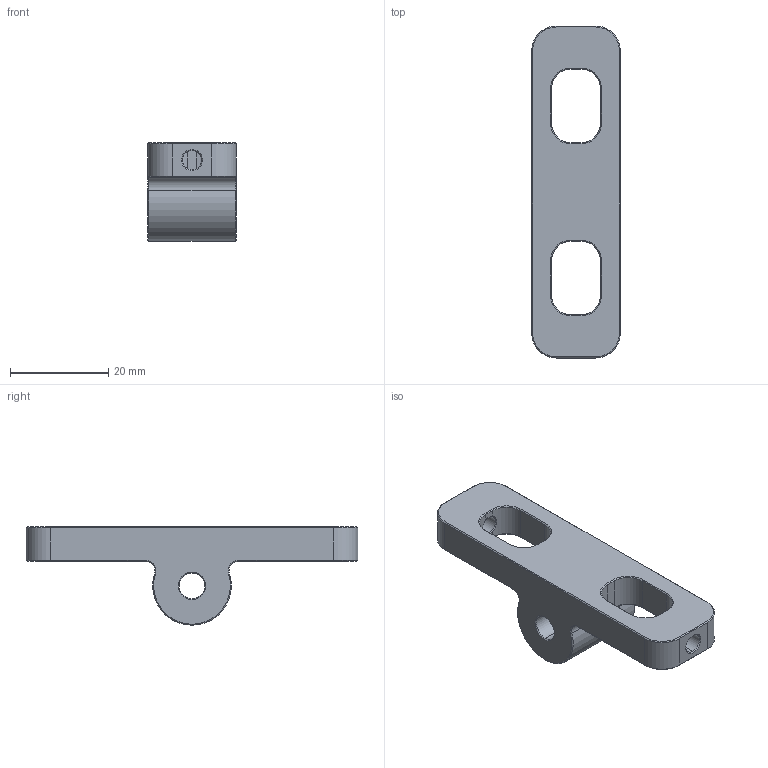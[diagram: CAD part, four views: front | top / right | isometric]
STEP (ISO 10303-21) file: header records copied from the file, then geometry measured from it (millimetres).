
FILE_DESCRIPTION (( 'STEP AP203' ), '1' );
FILE_NAME ('綻譙2A標赽_酘.STEP', '2023-09-07T14:42:55', ( 'Leo' ), ( '' ), 'SwSTEP 2.0', 'SolidWorks 2018', '' );
FILE_SCHEMA (( 'CONFIG_CONTROL_DESIGN' ));
Length unit declared in the file: millimetre
Products named in the file (1): 綻譙2A標赽_酘
Bounding box: 18 x 67.5 x 20 mm (x, y, z)
Volume: 8381.8 mm3; surface area: 4797.9 mm2
Topology: 1 solids, 1 shells, 118 faces, 275 edges, 158 vertices
Faces by surface type: cone 47, plane 44, cylinder 23, bspline 4
Entity records: 4714 total; most frequent: CARTESIAN_POINT 1924, DIRECTION 587, ORIENTED_EDGE 550, EDGE_CURVE 275, AXIS2_PLACEMENT_3D 213, VECTOR 161, LINE 161, VERTEX_POINT 158
